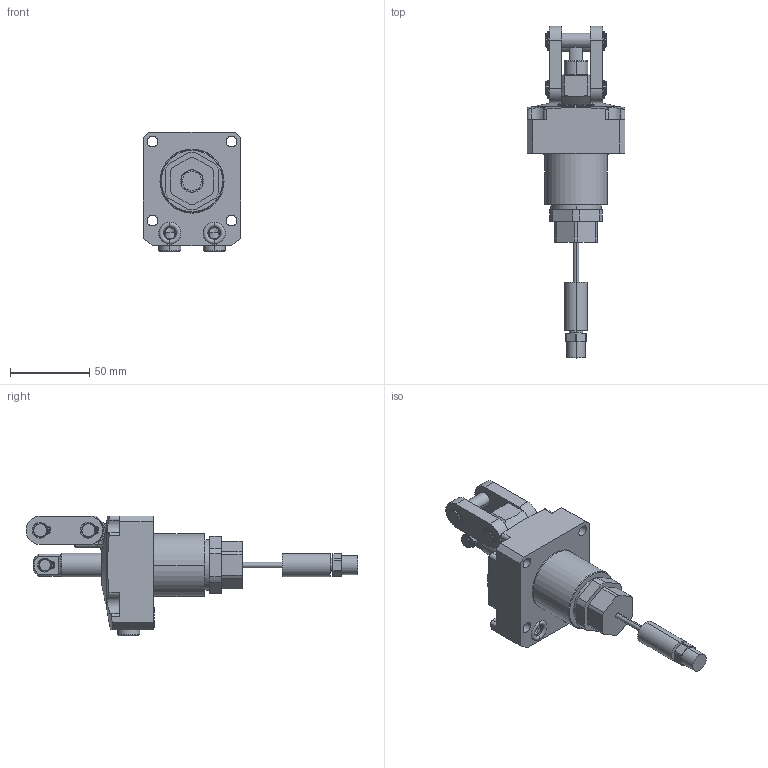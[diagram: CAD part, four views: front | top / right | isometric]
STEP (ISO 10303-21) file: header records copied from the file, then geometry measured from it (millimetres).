
FILE_DESCRIPTION((''),'2;1');
FILE_NAME('ILCMV41621800US','2025-05-02T09:05:48',('Asawyer'),(''),'CREO PARAMETRIC BY PTC INC, 2021164','CREO PARAMETRIC BY PTC INC, 2021164','');
FILE_SCHEMA(('AUTOMOTIVE_DESIGN { 1 0 10303 214 1 1 1 1 }'));
Length unit declared in the file: millimetre
Products named in the file (3): ILCMV41621800_BODY_US; ILCMV41621800_LUG_US; ILCMV41621800US
Assembly tree (2 placements, depth 2):
  ILCMV41621800US
    ILCMV41621800_BODY_US
    ILCMV41621800_LUG_US
Bounding box: 62 x 210.03 x 75.81 mm (x, y, z)
Volume: 217193.9 mm3; surface area: 47208.9 mm2
Topology: 4 solids, 8 shells, 455 faces, 1147 edges, 732 vertices
Faces by surface type: cylinder 201, plane 168, cone 51, torus 21, sphere 8, bspline 6
Entity records: 18685 total; most frequent: CARTESIAN_POINT 3307, DIRECTION 2610, ORIENTED_EDGE 2266, PRESENTATION_STYLE_ASSIGNMENT 1190, STYLED_ITEM 1190, CURVE_STYLE 1182, EDGE_CURVE 1141, AXIS2_PLACEMENT_3D 1030
